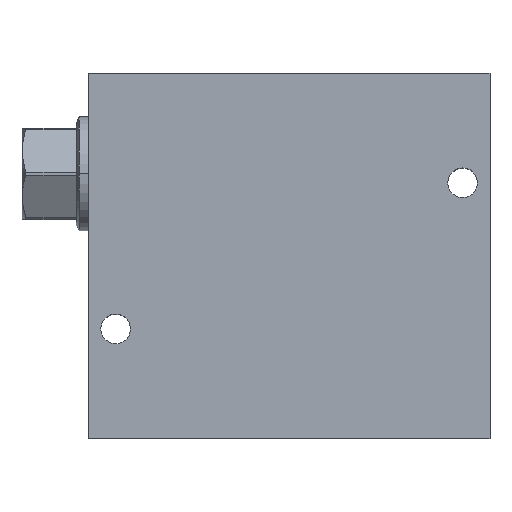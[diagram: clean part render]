
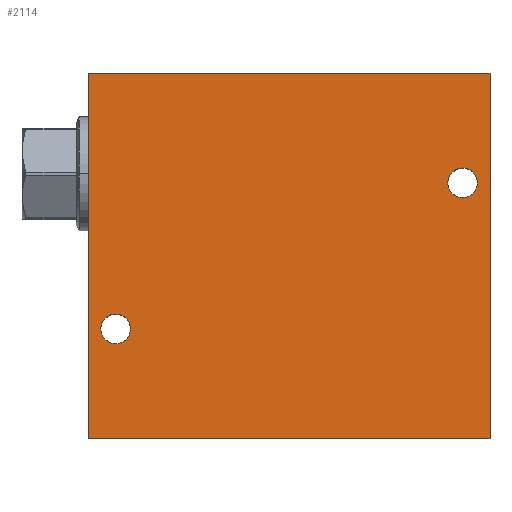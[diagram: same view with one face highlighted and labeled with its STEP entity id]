
A CAD part, top view. The second image highlights one B-rep face of the part: STEP entity #2114.
In plain terms, the highlighted planar face has unit normal (0, 0, 1).
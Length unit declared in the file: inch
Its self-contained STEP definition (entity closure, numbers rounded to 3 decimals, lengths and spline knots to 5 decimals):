
#113=DIRECTION('',(0.,-1.,0.));
#114=VECTOR('',#113,5.);
#115=CARTESIAN_POINT('',(0.,0.,2.5));
#116=LINE('',#115,#114);
#117=DIRECTION('',(-1.,0.,0.));
#118=VECTOR('',#117,5.5);
#119=CARTESIAN_POINT('',(5.5,0.,2.5));
#120=LINE('',#119,#118);
#121=DIRECTION('',(0.,1.,0.));
#122=VECTOR('',#121,5.);
#123=CARTESIAN_POINT('',(5.5,-5.,2.5));
#124=LINE('',#123,#122);
#125=DIRECTION('',(1.,0.,0.));
#126=VECTOR('',#125,5.5);
#127=CARTESIAN_POINT('',(0.,-5.,2.5));
#128=LINE('',#127,#126);
#129=CARTESIAN_POINT('',(5.125,-1.5,2.5));
#130=DIRECTION('',(0.,0.,-1.));
#131=DIRECTION('',(-1.,0.,0.));
#132=AXIS2_PLACEMENT_3D('',#129,#130,#131);
#134=CARTESIAN_POINT('',(5.125,-1.5,2.5));
#135=DIRECTION('',(0.,0.,-1.));
#136=DIRECTION('',(1.,0.,0.));
#137=AXIS2_PLACEMENT_3D('',#134,#135,#136);
#139=CARTESIAN_POINT('',(0.375,-3.5,2.5));
#140=DIRECTION('',(0.,0.,-1.));
#141=DIRECTION('',(-1.,0.,0.));
#142=AXIS2_PLACEMENT_3D('',#139,#140,#141);
#144=CARTESIAN_POINT('',(0.375,-3.5,2.5));
#145=DIRECTION('',(0.,0.,-1.));
#146=DIRECTION('',(1.,0.,0.));
#147=AXIS2_PLACEMENT_3D('',#144,#145,#146);
#1723=CARTESIAN_POINT('',(0.,0.,2.5));
#1724=CARTESIAN_POINT('',(0.,-5.,2.5));
#1725=VERTEX_POINT('',#1723);
#1726=VERTEX_POINT('',#1724);
#1727=CARTESIAN_POINT('',(5.5,-5.,2.5));
#1728=VERTEX_POINT('',#1727);
#1729=CARTESIAN_POINT('',(5.5,0.,2.5));
#1730=VERTEX_POINT('',#1729);
#1735=CARTESIAN_POINT('',(4.922,-1.5,2.5));
#1736=CARTESIAN_POINT('',(5.328,-1.5,2.5));
#1737=VERTEX_POINT('',#1735);
#1738=VERTEX_POINT('',#1736);
#1743=CARTESIAN_POINT('',(0.172,-3.5,2.5));
#1744=CARTESIAN_POINT('',(0.578,-3.5,2.5));
#1745=VERTEX_POINT('',#1743);
#1746=VERTEX_POINT('',#1744);
#2091=CARTESIAN_POINT('',(0.,0.,2.5));
#2092=DIRECTION('',(0.,0.,1.));
#2093=DIRECTION('',(1.,0.,0.));
#2094=AXIS2_PLACEMENT_3D('',#2091,#2092,#2093);
#2095=PLANE('',#2094);
#2096=ORIENTED_EDGE('',*,*,#2013,.F.);
#2097=ORIENTED_EDGE('',*,*,#2034,.F.);
#2098=ORIENTED_EDGE('',*,*,#2054,.F.);
#2099=ORIENTED_EDGE('',*,*,#2073,.F.);
#2100=EDGE_LOOP('',(#2096,#2097,#2098,#2099));
#2101=FACE_OUTER_BOUND('',#2100,.F.);
#2103=ORIENTED_EDGE('',*,*,#2102,.F.);
#2105=ORIENTED_EDGE('',*,*,#2104,.F.);
#2106=EDGE_LOOP('',(#2103,#2105));
#2107=FACE_BOUND('',#2106,.F.);
#2109=ORIENTED_EDGE('',*,*,#2108,.F.);
#2111=ORIENTED_EDGE('',*,*,#2110,.F.);
#2112=EDGE_LOOP('',(#2109,#2111));
#2113=FACE_BOUND('',#2112,.F.);
#2114=ADVANCED_FACE('',(#2101,#2107,#2113),#2095,.T.);
#133=CIRCLE('',#132,0.203);
#138=CIRCLE('',#137,0.203);
#143=CIRCLE('',#142,0.203);
#148=CIRCLE('',#147,0.203);
#2013=EDGE_CURVE('',#1725,#1726,#116,.T.);
#2034=EDGE_CURVE('',#1730,#1725,#120,.T.);
#2054=EDGE_CURVE('',#1728,#1730,#124,.T.);
#2073=EDGE_CURVE('',#1726,#1728,#128,.T.);
#2102=EDGE_CURVE('',#1737,#1738,#133,.T.);
#2104=EDGE_CURVE('',#1738,#1737,#138,.T.);
#2108=EDGE_CURVE('',#1745,#1746,#143,.T.);
#2110=EDGE_CURVE('',#1746,#1745,#148,.T.);
